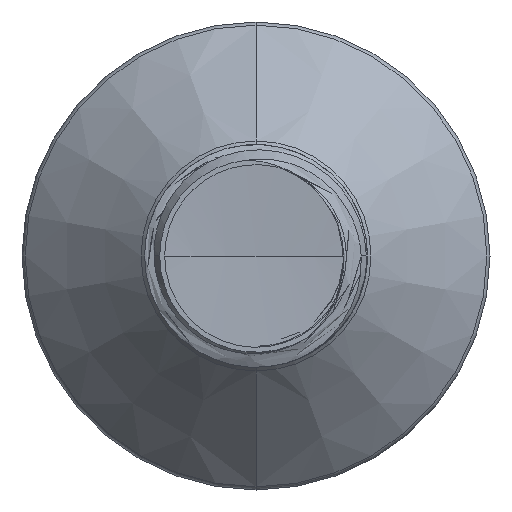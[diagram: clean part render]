
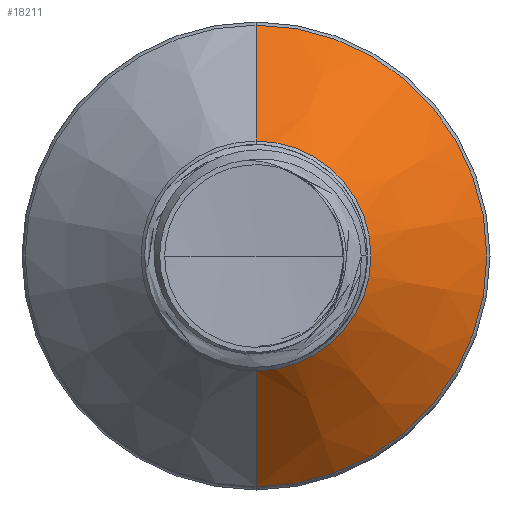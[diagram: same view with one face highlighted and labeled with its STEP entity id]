
A CAD part, front view. The second image highlights one B-rep face of the part: STEP entity #18211.
In plain terms, the highlighted conical face has half-angle 45 degrees and reference radius 2.064 mm.
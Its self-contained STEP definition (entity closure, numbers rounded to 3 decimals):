
#638 = CARTESIAN_POINT ( 'NONE',  ( 0., 15.865, 0. ) ) ;
#680 = EDGE_LOOP ( 'NONE', ( #25630, #14834, #19455, #31453 ) ) ;
#979 = CARTESIAN_POINT ( 'NONE',  ( 0., 15.865, 4.143 ) ) ;
#1439 = CIRCLE ( 'NONE', #20557, 2.064 ) ;
#3542 = DIRECTION ( 'NONE',  ( 0., 0., 1. ) ) ;
#3832 = DIRECTION ( 'NONE',  ( 0., 0.707, -0.707 ) ) ;
#4004 = CARTESIAN_POINT ( 'NONE',  ( 0., 13.786, -2.064 ) ) ;
#5474 = DIRECTION ( 'NONE',  ( 0., 0., 1. ) ) ;
#5500 = DIRECTION ( 'NONE',  ( 0., 1., 0. ) ) ;
#5508 = CARTESIAN_POINT ( 'NONE',  ( 0., 13.786, 0. ) ) ;
#5737 = EDGE_CURVE ( 'NONE', #26422, #30075, #22346, .T. ) ;
#7320 = VECTOR ( 'NONE', #3832, 1000. ) ;
#9537 = EDGE_CURVE ( 'NONE', #19274, #26422, #1439, .T. ) ;
#10853 = CARTESIAN_POINT ( 'NONE',  ( 0., 15.865, -4.143 ) ) ;
#14834 = ORIENTED_EDGE ( 'NONE', *, *, #5737, .T. ) ;
#15674 = CARTESIAN_POINT ( 'NONE',  ( 0., 13.786, -2.064 ) ) ;
#17686 = VECTOR ( 'NONE', #17720, 1000. ) ;
#17720 = DIRECTION ( 'NONE',  ( 0., 0.707, 0.707 ) ) ;
#18211 = ADVANCED_FACE ( 'NONE', ( #33840 ), #32312, .T. ) ;
#19274 = VERTEX_POINT ( 'NONE', #29811 ) ;
#19455 = ORIENTED_EDGE ( 'NONE', *, *, #31747, .F. ) ;
#20534 = DIRECTION ( 'NONE',  ( 0., 1., 0. ) ) ;
#20557 = AXIS2_PLACEMENT_3D ( 'NONE', #5508, #5500, #5474 ) ;
#20567 = CARTESIAN_POINT ( 'NONE',  ( 0., 13.786, 2.064 ) ) ;
#21629 = CIRCLE ( 'NONE', #32965, 4.143 ) ;
#22346 = LINE ( 'NONE', #4004, #7320 ) ;
#23410 = EDGE_CURVE ( 'NONE', #19274, #33188, #31547, .T. ) ;
#25504 = AXIS2_PLACEMENT_3D ( 'NONE', #29031, #26496, #34081 ) ;
#25630 = ORIENTED_EDGE ( 'NONE', *, *, #9537, .T. ) ;
#26422 = VERTEX_POINT ( 'NONE', #15674 ) ;
#26496 = DIRECTION ( 'NONE',  ( 0., 1., 0. ) ) ;
#29031 = CARTESIAN_POINT ( 'NONE',  ( 0., 13.786, 0. ) ) ;
#29811 = CARTESIAN_POINT ( 'NONE',  ( 0., 13.786, 2.064 ) ) ;
#30075 = VERTEX_POINT ( 'NONE', #10853 ) ;
#31453 = ORIENTED_EDGE ( 'NONE', *, *, #23410, .F. ) ;
#31547 = LINE ( 'NONE', #20567, #17686 ) ;
#31747 = EDGE_CURVE ( 'NONE', #33188, #30075, #21629, .T. ) ;
#32312 = CONICAL_SURFACE ( 'NONE', #25504, 2.064, 0.785 ) ;
#32965 = AXIS2_PLACEMENT_3D ( 'NONE', #638, #20534, #3542 ) ;
#33188 = VERTEX_POINT ( 'NONE', #979 ) ;
#33840 = FACE_OUTER_BOUND ( 'NONE', #680, .T. ) ;
#34081 = DIRECTION ( 'NONE',  ( 0., 0., 1. ) ) ;
